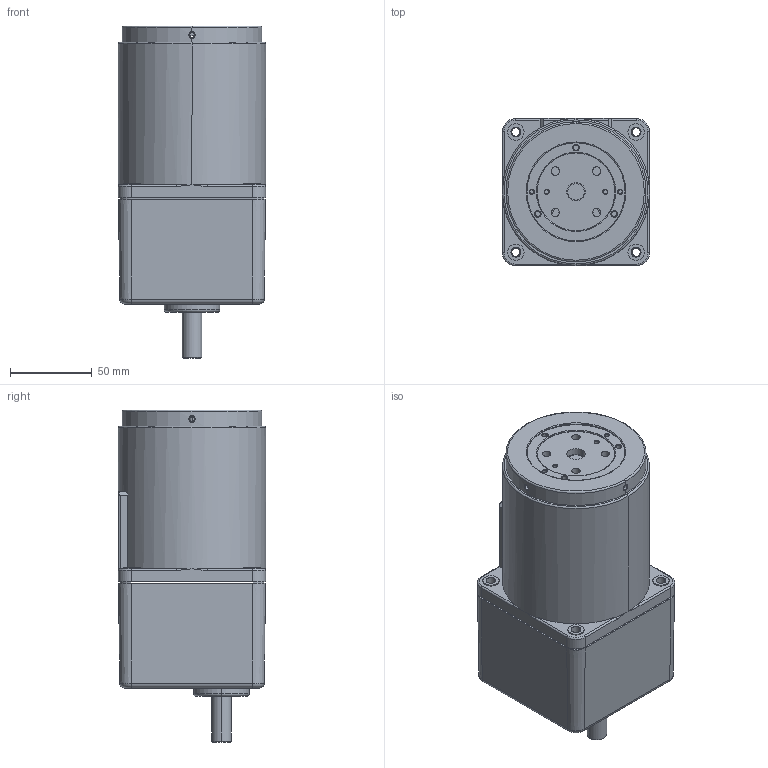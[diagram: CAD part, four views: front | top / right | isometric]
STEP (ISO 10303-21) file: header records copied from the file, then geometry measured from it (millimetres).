
FILE_DESCRIPTION (( 'STEP AP203' ), '1' );
FILE_NAME ('5IK40.60GN-C.STEP', '2022-08-25T03:04:45', ( '' ), ( 'Microsoft' ), 'SwSTEP 2.0', 'SolidWorks 2020', '' );
FILE_SCHEMA (( 'CONFIG_CONTROL_DESIGN' ));
Length unit declared in the file: millimetre
Products named in the file (1): 5IK40.60GN-C
Bounding box: 90 x 90 x 203 mm (x, y, z)
Surface area: 99387.6 mm2 (no closed solid volume)
Topology: 0 solids, 9 shells, 234 faces, 600 edges, 374 vertices
Faces by surface type: cylinder 108, cone 60, plane 38, torus 20, bspline 8
Entity records: 8153 total; most frequent: CARTESIAN_POINT 2313, DIRECTION 1318, ORIENTED_EDGE 1078, EDGE_CURVE 592, AXIS2_PLACEMENT_3D 545, VERTEX_POINT 374, CIRCLE 318, EDGE_LOOP 286
